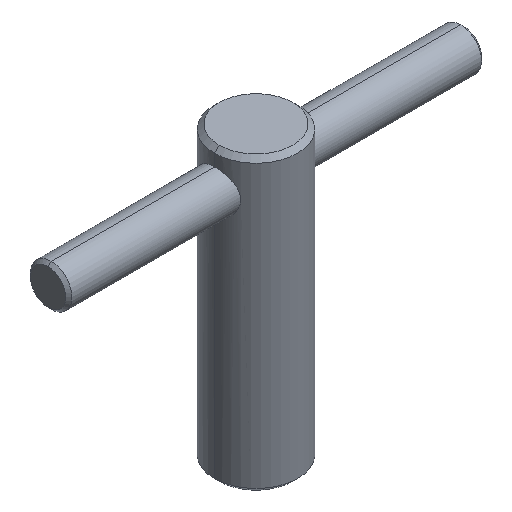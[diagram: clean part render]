
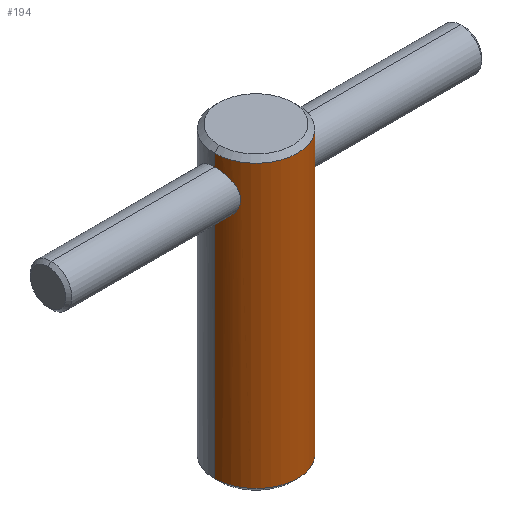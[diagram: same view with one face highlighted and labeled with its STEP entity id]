
A CAD part, isometric view. The second image highlights one B-rep face of the part: STEP entity #194.
In plain terms, the highlighted cylindrical face has radius 10 mm (diameter 20 mm), a partial arc.
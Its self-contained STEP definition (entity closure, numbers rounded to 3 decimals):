
#128=VERTEX_POINT('',#352);
#132=EDGE_CURVE('',#192,#186,#357,.T.);
#174=EDGE_CURVE('',#204,#320,#404,.T.);
#180=VERTEX_POINT('',#411);
#182=VERTEX_POINT('',#413);
#186=VERTEX_POINT('',#417);
#192=VERTEX_POINT('',#424);
#194=ADVANCED_FACE('',(#426),#427,.T.);
#204=VERTEX_POINT('',#438);
#212=EDGE_CURVE('',#320,#186,#446,.T.);
#218=VERTEX_POINT('',#453);
#242=EDGE_CURVE('',#218,#290,#480,.T.);
#244=EDGE_CURVE('',#218,#128,#482,.T.);
#246=EDGE_CURVE('',#128,#192,#484,.T.);
#256=VERTEX_POINT('',#497);
#258=EDGE_CURVE('',#180,#182,#499,.T.);
#266=EDGE_CURVE('',#290,#256,#507,.T.);
#290=VERTEX_POINT('',#533);
#314=EDGE_CURVE('',#204,#182,#560,.T.);
#320=VERTEX_POINT('',#567);
#328=EDGE_CURVE('',#180,#256,#577,.T.);
#352=CARTESIAN_POINT('',(10.,0.,1.125));
#357=LINE('',#597,#598);
#404=B_SPLINE_CURVE_WITH_KNOTS('',3,(#696,#697,#698,#699,#700,#701,#702,#703,#704,#705,#706,#707,#708,#709,#710,#711,#712,#713),.UNSPECIFIED.,.F.,.F.,(4,2,2,2,2,2,2,2,4),(23.063,24.023,24.983,25.942,26.902,27.864,28.827,29.789,30.751),.UNSPECIFIED.);
#411=CARTESIAN_POINT('',(10.,0.,68.875));
#413=CARTESIAN_POINT('',(-10.0,0.,68.875));
#417=CARTESIAN_POINT('',(-10.0,0.,56.));
#424=CARTESIAN_POINT('',(-10.0,0.,1.125));
#426=FACE_OUTER_BOUND('',#738,.T.);
#427=CYLINDRICAL_SURFACE('',#739,10.0);
#438=CARTESIAN_POINT('',(-10.0,0.,66.));
#446=B_SPLINE_CURVE_WITH_KNOTS('',3,(#765,#766,#767,#768,#769,#770,#771,#772,#773,#774,#775,#776,#777,#778,#779,#780,#781,#782),.UNSPECIFIED.,.F.,.F.,(4,2,2,2,2,2,2,2,4),(0.0,0.962,1.925,2.887,3.849,4.809,5.768,6.728,7.688),.UNSPECIFIED.);
#453=CARTESIAN_POINT('',(10.,0.,56.));
#480=B_SPLINE_CURVE_WITH_KNOTS('',3,(#857,#858,#859,#860,#861,#862,#863,#864,#865,#866,#867,#868,#869,#870,#871,#872,#873,#874),.UNSPECIFIED.,.F.,.F.,(4,2,2,2,2,2,2,2,4),(23.063,24.023,24.983,25.942,26.902,27.864,28.827,29.789,30.751),.UNSPECIFIED.);
#482=LINE('',#877,#878);
#484=CIRCLE('',#881,10.0);
#497=CARTESIAN_POINT('',(10.,0.,66.));
#499=CIRCLE('',#898,10.0);
#507=B_SPLINE_CURVE_WITH_KNOTS('',3,(#910,#911,#912,#913,#914,#915,#916,#917,#918,#919,#920,#921,#922,#923,#924,#925,#926,#927),.UNSPECIFIED.,.F.,.F.,(4,2,2,2,2,2,2,2,4),(0.0,0.962,1.925,2.887,3.849,4.809,5.768,6.728,7.688),.UNSPECIFIED.);
#533=CARTESIAN_POINT('',(8.66,-5.,61.));
#560=LINE('',#998,#999);
#567=CARTESIAN_POINT('',(-8.66,-5.,61.));
#577=LINE('',#1018,#1019);
#597=CARTESIAN_POINT('',(-10.0,0.,35.0));
#598=VECTOR('',#1037,1.0);
#696=CARTESIAN_POINT('',(-10.0,0.,66.));
#697=CARTESIAN_POINT('',(-10.,-0.32,66.));
#698=CARTESIAN_POINT('',(-9.984,-0.649,65.969));
#699=CARTESIAN_POINT('',(-9.921,-1.3,65.839));
#700=CARTESIAN_POINT('',(-9.873,-1.622,65.741));
#701=CARTESIAN_POINT('',(-9.752,-2.236,65.484));
#702=CARTESIAN_POINT('',(-9.679,-2.53,65.325));
#703=CARTESIAN_POINT('',(-9.521,-3.07,64.96));
#704=CARTESIAN_POINT('',(-9.437,-3.317,64.754));
#705=CARTESIAN_POINT('',(-9.271,-3.755,64.316));
#706=CARTESIAN_POINT('',(-9.184,-3.961,64.069));
#707=CARTESIAN_POINT('',(-9.018,-4.326,63.529));
#708=CARTESIAN_POINT('',(-8.939,-4.484,63.236));
#709=CARTESIAN_POINT('',(-8.806,-4.741,62.622));
#710=CARTESIAN_POINT('',(-8.751,-4.839,62.301));
#711=CARTESIAN_POINT('',(-8.679,-4.969,61.65));
#712=CARTESIAN_POINT('',(-8.66,-5.,61.321));
#713=CARTESIAN_POINT('',(-8.66,-5.,61.));
#738=EDGE_LOOP('',(#1119,#1120,#1121,#1122,#1123,#1124,#1125,#1126,#1127,#1128));
#739=AXIS2_PLACEMENT_3D('',#1129,#1130,#1131);
#765=CARTESIAN_POINT('',(-8.66,-5.,61.));
#766=CARTESIAN_POINT('',(-8.66,-5.,60.679));
#767=CARTESIAN_POINT('',(-8.679,-4.969,60.35));
#768=CARTESIAN_POINT('',(-8.751,-4.839,59.699));
#769=CARTESIAN_POINT('',(-8.806,-4.741,59.378));
#770=CARTESIAN_POINT('',(-8.939,-4.484,58.764));
#771=CARTESIAN_POINT('',(-9.018,-4.326,58.471));
#772=CARTESIAN_POINT('',(-9.184,-3.961,57.931));
#773=CARTESIAN_POINT('',(-9.271,-3.755,57.684));
#774=CARTESIAN_POINT('',(-9.437,-3.317,57.246));
#775=CARTESIAN_POINT('',(-9.521,-3.07,57.04));
#776=CARTESIAN_POINT('',(-9.679,-2.53,56.675));
#777=CARTESIAN_POINT('',(-9.752,-2.236,56.516));
#778=CARTESIAN_POINT('',(-9.873,-1.622,56.259));
#779=CARTESIAN_POINT('',(-9.921,-1.3,56.161));
#780=CARTESIAN_POINT('',(-9.984,-0.649,56.031));
#781=CARTESIAN_POINT('',(-10.,-0.32,56.));
#782=CARTESIAN_POINT('',(-10.0,0.,56.));
#857=CARTESIAN_POINT('',(10.,0.,56.));
#858=CARTESIAN_POINT('',(10.,-0.32,56.));
#859=CARTESIAN_POINT('',(9.984,-0.649,56.031));
#860=CARTESIAN_POINT('',(9.921,-1.3,56.161));
#861=CARTESIAN_POINT('',(9.873,-1.622,56.259));
#862=CARTESIAN_POINT('',(9.752,-2.236,56.516));
#863=CARTESIAN_POINT('',(9.679,-2.53,56.675));
#864=CARTESIAN_POINT('',(9.521,-3.07,57.04));
#865=CARTESIAN_POINT('',(9.437,-3.317,57.246));
#866=CARTESIAN_POINT('',(9.271,-3.755,57.684));
#867=CARTESIAN_POINT('',(9.184,-3.961,57.931));
#868=CARTESIAN_POINT('',(9.018,-4.326,58.471));
#869=CARTESIAN_POINT('',(8.939,-4.484,58.764));
#870=CARTESIAN_POINT('',(8.806,-4.741,59.378));
#871=CARTESIAN_POINT('',(8.751,-4.839,59.699));
#872=CARTESIAN_POINT('',(8.679,-4.969,60.35));
#873=CARTESIAN_POINT('',(8.66,-5.,60.679));
#874=CARTESIAN_POINT('',(8.66,-5.,61.));
#877=CARTESIAN_POINT('',(10.,0.,35.0));
#878=VECTOR('',#1187,1.0);
#881=AXIS2_PLACEMENT_3D('',#1188,#1189,#1190);
#898=AXIS2_PLACEMENT_3D('',#1210,#1211,#1212);
#910=CARTESIAN_POINT('',(8.66,-5.,61.));
#911=CARTESIAN_POINT('',(8.66,-5.,61.321));
#912=CARTESIAN_POINT('',(8.679,-4.969,61.65));
#913=CARTESIAN_POINT('',(8.751,-4.839,62.301));
#914=CARTESIAN_POINT('',(8.806,-4.741,62.622));
#915=CARTESIAN_POINT('',(8.939,-4.484,63.236));
#916=CARTESIAN_POINT('',(9.018,-4.326,63.529));
#917=CARTESIAN_POINT('',(9.184,-3.961,64.069));
#918=CARTESIAN_POINT('',(9.271,-3.755,64.316));
#919=CARTESIAN_POINT('',(9.437,-3.317,64.754));
#920=CARTESIAN_POINT('',(9.521,-3.07,64.96));
#921=CARTESIAN_POINT('',(9.679,-2.53,65.325));
#922=CARTESIAN_POINT('',(9.752,-2.236,65.484));
#923=CARTESIAN_POINT('',(9.873,-1.622,65.741));
#924=CARTESIAN_POINT('',(9.921,-1.3,65.839));
#925=CARTESIAN_POINT('',(9.984,-0.649,65.969));
#926=CARTESIAN_POINT('',(10.,-0.32,66.));
#927=CARTESIAN_POINT('',(10.,0.,66.));
#998=CARTESIAN_POINT('',(-10.0,0.,35.0));
#999=VECTOR('',#1280,1.0);
#1018=CARTESIAN_POINT('',(10.,0.,35.0));
#1019=VECTOR('',#1312,1.0);
#1037=DIRECTION('',(-0.0,-0.0,1.0));
#1119=ORIENTED_EDGE('',*,*,#328,.F.);
#1120=ORIENTED_EDGE('',*,*,#258,.T.);
#1121=ORIENTED_EDGE('',*,*,#314,.F.);
#1122=ORIENTED_EDGE('',*,*,#174,.T.);
#1123=ORIENTED_EDGE('',*,*,#212,.T.);
#1124=ORIENTED_EDGE('',*,*,#132,.F.);
#1125=ORIENTED_EDGE('',*,*,#246,.F.);
#1126=ORIENTED_EDGE('',*,*,#244,.F.);
#1127=ORIENTED_EDGE('',*,*,#242,.T.);
#1128=ORIENTED_EDGE('',*,*,#266,.T.);
#1129=CARTESIAN_POINT('',(0.,0.,35.0));
#1130=DIRECTION('',(-0.0,-0.0,1.0));
#1131=DIRECTION('',(1.0,0.,0.0));
#1187=DIRECTION('',(0.0,0.0,-1.0));
#1188=CARTESIAN_POINT('',(0.,0.,1.125));
#1189=DIRECTION('',(0.0,0.0,-1.0));
#1190=DIRECTION('',(1.0,0.,0.0));
#1210=CARTESIAN_POINT('',(0.,0.,68.875));
#1211=DIRECTION('',(0.0,0.0,-1.0));
#1212=DIRECTION('',(1.0,0.,0.0));
#1280=DIRECTION('',(-0.0,-0.0,1.0));
#1312=DIRECTION('',(0.0,0.0,-1.0));
